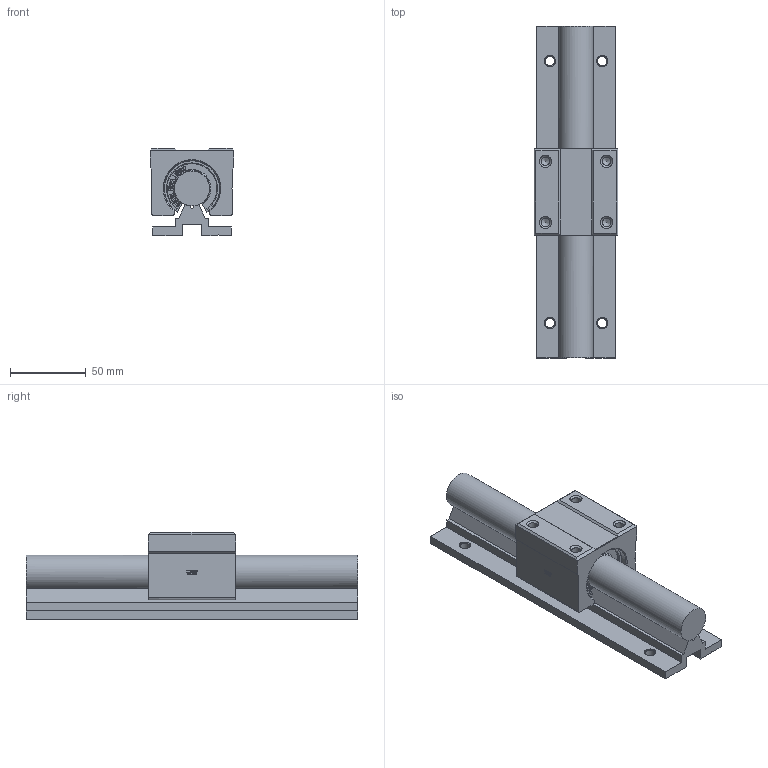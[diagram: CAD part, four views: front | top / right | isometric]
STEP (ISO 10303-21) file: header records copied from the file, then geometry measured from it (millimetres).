
FILE_DESCRIPTION(('FreeCAD Model'),'2;1');
FILE_NAME('Open CASCADE Shape Model','2025-05-04T06:47:22',('FreeCAD'),( 'FreeCAD'),'Open CASCADE STEP processor 7.6','FreeCAD','Unknown');
FILE_SCHEMA(('AUTOMOTIVE_DESIGN { 1 0 10303 214 1 1 1 1 }'));
Products named in the file (1): Open CASCADE STEP translator 7.6 1
Bounding box: 55.49 x 219.64 x 57.8 mm (x, y, z)
Volume: 284705.2 mm3; surface area: 81679.9 mm2
Topology: 4 solids, 4 shells, 1284 faces, 3630 edges, 2412 vertices
Faces by surface type: bspline 1284
Entity records: 41642 total; most frequent: CARTESIAN_POINT 19613, ORIENTED_EDGE 7240, EDGE_CURVE 3620, B_SPLINE_CURVE_WITH_KNOTS 3508, VERTEX_POINT 2412, FACE_BOUND 1364, EDGE_LOOP 1364, ADVANCED_FACE 1284
